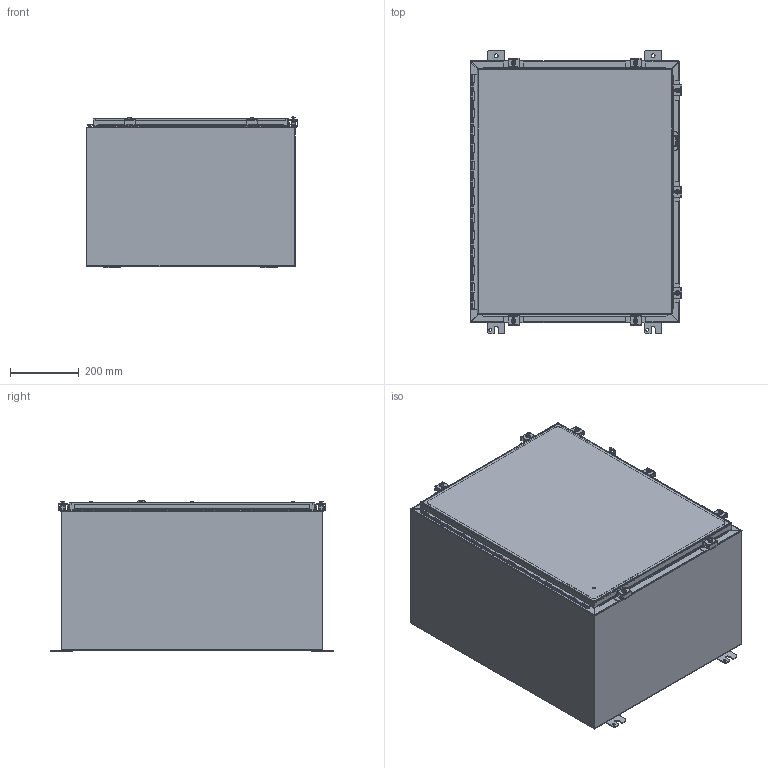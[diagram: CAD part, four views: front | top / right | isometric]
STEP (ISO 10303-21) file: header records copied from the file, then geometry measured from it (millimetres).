
FILE_DESCRIPTION (( 'STEP AP214' ), '1' );
FILE_NAME ('SSN4302416A.STEP', '2016-02-09T20:55:20', ( '' ), ( '' ), 'SwSTEP 2.0', 'SolidWorks 2014', '' );
FILE_SCHEMA (( 'AUTOMOTIVE_DESIGN' ));
Length unit declared in the file: inch
Products named in the file (20): SSN4302416A; SSN4302416ALRS; 34839; 38415; SSN4302416ABTB; 38846; 3298; 28x22; SSN43024ALID; 32874-30T; 32874-30L; 32874-30P; 32874-30; 38859; HFW308001-1; HFW308001-2; HFW308001-3; HFW308001-4; HFW308001; 30819
Assembly tree (38 placements, depth 3):
  SSN4302416A
    SSN4302416ALRS  x2
    34839  x4
    38415
    SSN4302416ABTB
    38846
    3298
    28x22
    SSN43024ALID
    32874-30
      32874-30T
      32874-30L
      32874-30P
    38859  x4
    HFW308001  x7
      HFW308001-1
      HFW308001-2
      HFW308001-3
      HFW308001-4
    30819  x7
Bounding box: 617.49 x 825.5 x 440.82 mm (x, y, z)
Volume: 4443954.2 mm3; surface area: 4639549.7 mm2
Topology: 54 solids, 54 shells, 1942 faces, 5114 edges, 3294 vertices
Faces by surface type: cylinder 841, plane 798, bspline 191, sphere 42, cone 40, torus 30
Entity records: 37644 total; most frequent: CARTESIAN_POINT 9326, ORIENTED_EDGE 4360, DIRECTION 4356, EDGE_CURVE 2180, AXIS2_PLACEMENT_3D 1504, VERTEX_POINT 1408, VECTOR 1348, LINE 1348
